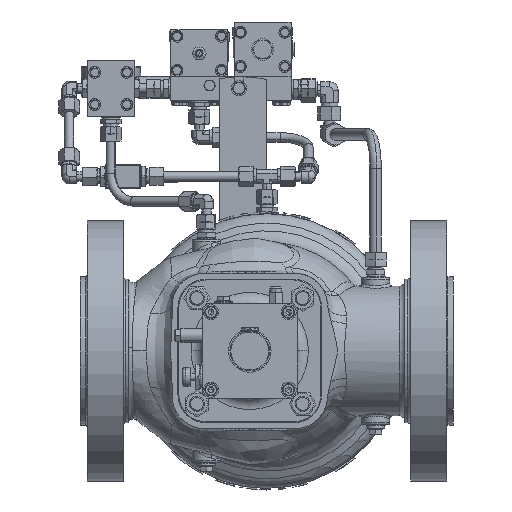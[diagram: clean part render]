
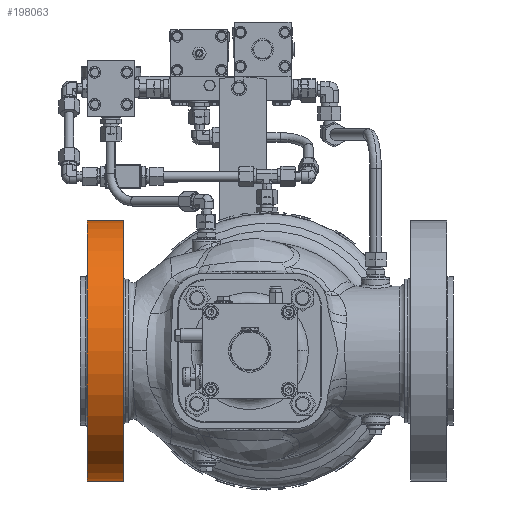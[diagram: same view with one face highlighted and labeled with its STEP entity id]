
A CAD part, front view. The second image highlights one B-rep face of the part: STEP entity #198063.
In plain terms, the highlighted cylindrical face has radius 137.5 mm (diameter 275 mm), a partial arc.
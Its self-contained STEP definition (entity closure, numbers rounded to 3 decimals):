
#196 = EDGE_CURVE ( 'Defeature ausgef�hrt1_625+Defeature ausgef�hrt1_624+Defeature ausgef�hrt1_624+Defeature ausgef�hrt1_624', #200869, #209334, #154949, .T. ) ;
#2432 = AXIS2_PLACEMENT_3D ( 'NONE', #106291, #245018, #125457 ) ;
#2660 = FACE_OUTER_BOUND ( 'NONE', #234406, .T. ) ;
#2909 = CARTESIAN_POINT ( 'NONE',  ( -133.9, -10., -137.5 ) ) ;
#23243 = CARTESIAN_POINT ( 'NONE',  ( -171., -10., -137.5 ) ) ;
#24219 = DIRECTION ( 'NONE',  ( -1., 0., 0. ) ) ;
#35124 = CARTESIAN_POINT ( 'NONE',  ( -172., -10., 137.5 ) ) ;
#39884 = DIRECTION ( 'NONE',  ( 0., 0., 1. ) ) ;
#40861 = DIRECTION ( 'NONE',  ( -1., 0., 0. ) ) ;
#49148 = CYLINDRICAL_SURFACE ( 'NONE', #2432, 137.5 ) ;
#53404 = CARTESIAN_POINT ( 'NONE',  ( -172., -10., -137.5 ) ) ;
#57219 = ORIENTED_EDGE ( 'NONE', *, *, #196, .F. ) ;
#57505 = VECTOR ( 'NONE', #24219, 1000. ) ;
#63336 = CARTESIAN_POINT ( 'NONE',  ( -133.9, -10., 137.5 ) ) ;
#68193 = LINE ( 'NONE', #23243, #57505 ) ;
#83507 = EDGE_CURVE ( 'Defeature ausgef�hrt1_624+Defeature ausgef�hrt1_623+Defeature ausgef�hrt1_623+Defeature ausgef�hrt1_623', #160286, #289849, #86936, .T. ) ;
#86246 = ORIENTED_EDGE ( 'NONE', *, *, #83507, .T. ) ;
#86936 = CIRCLE ( 'NONE', #184920, 137.5 ) ;
#90598 = EDGE_CURVE ( 'NONE', #289849, #209334, #275989, .T. ) ;
#91757 = CARTESIAN_POINT ( 'NONE',  ( -171., -10., 137.5 ) ) ;
#98500 = CARTESIAN_POINT ( 'NONE',  ( -133.9, -10., 0. ) ) ;
#106291 = CARTESIAN_POINT ( 'NONE',  ( -171., -10., 0. ) ) ;
#114941 = DIRECTION ( 'NONE',  ( -1., 0., 0. ) ) ;
#125457 = DIRECTION ( 'NONE',  ( 0., 0., 1. ) ) ;
#154949 = CIRCLE ( 'NONE', #259617, 137.5 ) ;
#160286 = VERTEX_POINT ( 'NONE', #2909 ) ;
#184920 = AXIS2_PLACEMENT_3D ( 'NONE', #98500, #235205, #191026 ) ;
#191026 = DIRECTION ( 'NONE',  ( 0., 0., 1. ) ) ;
#193411 = ORIENTED_EDGE ( 'NONE', *, *, #90598, .T. ) ;
#198063 = ADVANCED_FACE ( 'Defeature ausgef�hrt1_624', ( #2660 ), #49148, .T. ) ;
#200869 = VERTEX_POINT ( 'NONE', #53404 ) ;
#209334 = VERTEX_POINT ( 'NONE', #35124 ) ;
#223737 = EDGE_CURVE ( 'NONE', #160286, #200869, #68193, .T. ) ;
#229078 = VECTOR ( 'NONE', #114941, 1000. ) ;
#229213 = ORIENTED_EDGE ( 'NONE', *, *, #223737, .F. ) ;
#234406 = EDGE_LOOP ( 'NONE', ( #229213, #86246, #193411, #57219 ) ) ;
#235205 = DIRECTION ( 'NONE',  ( -1., 0., 0. ) ) ;
#245018 = DIRECTION ( 'NONE',  ( -1., 0., 0. ) ) ;
#259617 = AXIS2_PLACEMENT_3D ( 'NONE', #267402, #40861, #39884 ) ;
#267402 = CARTESIAN_POINT ( 'NONE',  ( -172., -10., 0. ) ) ;
#275989 = LINE ( 'NONE', #91757, #229078 ) ;
#289849 = VERTEX_POINT ( 'NONE', #63336 ) ;
